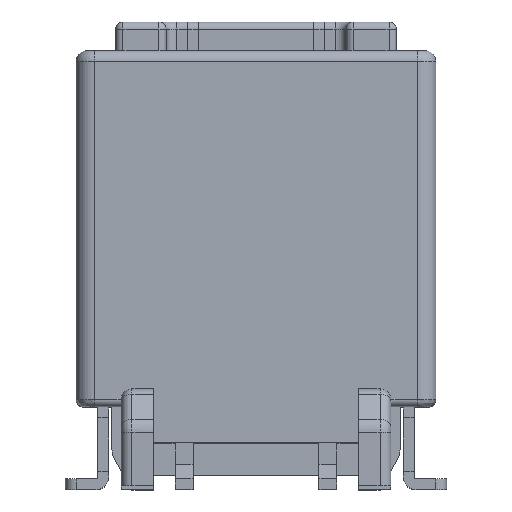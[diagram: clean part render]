
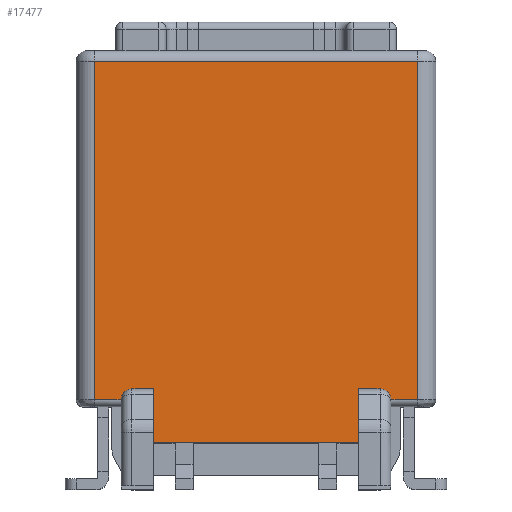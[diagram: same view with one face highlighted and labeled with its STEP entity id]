
A CAD part, top view. The second image highlights one B-rep face of the part: STEP entity #17477.
In plain terms, the highlighted planar face has unit normal (0, 0, 1).
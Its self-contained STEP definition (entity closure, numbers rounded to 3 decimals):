
#85 = LINE ( 'NONE', #13903, #9108 ) ;
#331 = VERTEX_POINT ( 'NONE', #9232 ) ;
#401 = ORIENTED_EDGE ( 'NONE', *, *, #22872, .T. ) ;
#536 = CARTESIAN_POINT ( 'NONE',  ( -3.45, 2.8, 2.7 ) ) ;
#844 = VECTOR ( 'NONE', #20923, 1000. ) ;
#881 = EDGE_CURVE ( 'NONE', #19254, #5523, #85, .T. ) ;
#970 = EDGE_CURVE ( 'NONE', #15815, #10767, #22985, .T. ) ;
#1535 = EDGE_CURVE ( 'NONE', #12343, #15815, #5359, .T. ) ;
#2052 = LINE ( 'NONE', #6345, #14740 ) ;
#2513 = VERTEX_POINT ( 'NONE', #16676 ) ;
#2634 = DIRECTION ( 'NONE',  ( 0., -1., 0. ) ) ;
#2810 = EDGE_LOOP ( 'NONE', ( #17683, #19269, #18937, #20204, #19402, #16130, #24894, #6771, #4954, #2933, #14372, #401 ) ) ;
#2933 = ORIENTED_EDGE ( 'NONE', *, *, #15266, .T. ) ;
#3174 = DIRECTION ( 'NONE',  ( 1., 0., 0. ) ) ;
#4608 = DIRECTION ( 'NONE',  ( 0., 0., -1. ) ) ;
#4954 = ORIENTED_EDGE ( 'NONE', *, *, #10606, .T. ) ;
#5296 = DIRECTION ( 'NONE',  ( 1., 0., 0. ) ) ;
#5359 = LINE ( 'NONE', #25612, #12160 ) ;
#5523 = VERTEX_POINT ( 'NONE', #19300 ) ;
#6049 = LINE ( 'NONE', #8185, #21392 ) ;
#6345 = CARTESIAN_POINT ( 'NONE',  ( 7.472, 1.3, 2.7 ) ) ;
#6771 = ORIENTED_EDGE ( 'NONE', *, *, #970, .T. ) ;
#7549 = CARTESIAN_POINT ( 'NONE',  ( -3.75, 2.5, 2.7 ) ) ;
#8185 = CARTESIAN_POINT ( 'NONE',  ( 2.85, 2.8, 2.7 ) ) ;
#8598 = CARTESIAN_POINT ( 'NONE',  ( 4.05, 2.8, 2.7 ) ) ;
#8949 = VECTOR ( 'NONE', #3174, 1000. ) ;
#9073 = LINE ( 'NONE', #10574, #8949 ) ;
#9108 = VECTOR ( 'NONE', #14306, 1000. ) ;
#9121 = VERTEX_POINT ( 'NONE', #24087 ) ;
#9195 = CARTESIAN_POINT ( 'NONE',  ( -2.85, 2.8, 2.7 ) ) ;
#9232 = CARTESIAN_POINT ( 'NONE',  ( -4.5, 2.5, 2.7 ) ) ;
#9541 = CIRCLE ( 'NONE', #10417, 0.3 ) ;
#10039 = DIRECTION ( 'NONE',  ( 0., 1., 0. ) ) ;
#10242 = CARTESIAN_POINT ( 'NONE',  ( 2.85, 1.3, 2.7 ) ) ;
#10417 = AXIS2_PLACEMENT_3D ( 'NONE', #16553, #4608, #12654 ) ;
#10574 = CARTESIAN_POINT ( 'NONE',  ( 4.05, 2.5, 2.7 ) ) ;
#10606 = EDGE_CURVE ( 'NONE', #10767, #331, #16597, .T. ) ;
#10702 = EDGE_CURVE ( 'NONE', #2513, #12343, #25165, .T. ) ;
#10767 = VERTEX_POINT ( 'NONE', #14145 ) ;
#10877 = VERTEX_POINT ( 'NONE', #10242 ) ;
#11184 = EDGE_CURVE ( 'NONE', #10877, #16238, #6049, .T. ) ;
#11405 = CARTESIAN_POINT ( 'NONE',  ( 4.5, 2.5, 2.7 ) ) ;
#11677 = DIRECTION ( 'NONE',  ( -1., 0., 0. ) ) ;
#12160 = VECTOR ( 'NONE', #19667, 1000. ) ;
#12343 = VERTEX_POINT ( 'NONE', #11405 ) ;
#12505 = LINE ( 'NONE', #8598, #844 ) ;
#12654 = DIRECTION ( 'NONE',  ( 0., 1., 0. ) ) ;
#13408 = AXIS2_PLACEMENT_3D ( 'NONE', #16226, #24538, #10039 ) ;
#13415 = DIRECTION ( 'NONE',  ( 0., 0., -1. ) ) ;
#13757 = CARTESIAN_POINT ( 'NONE',  ( 4.05, 2.8, 2.7 ) ) ;
#13903 = CARTESIAN_POINT ( 'NONE',  ( -2.85, 2.8, 2.7 ) ) ;
#14145 = CARTESIAN_POINT ( 'NONE',  ( -4.5, 11.9, 2.7 ) ) ;
#14175 = VECTOR ( 'NONE', #5296, 1000. ) ;
#14306 = DIRECTION ( 'NONE',  ( 0., -1., 0. ) ) ;
#14372 = ORIENTED_EDGE ( 'NONE', *, *, #19962, .T. ) ;
#14740 = VECTOR ( 'NONE', #20529, 1000. ) ;
#15266 = EDGE_CURVE ( 'NONE', #331, #17140, #9073, .T. ) ;
#15815 = VERTEX_POINT ( 'NONE', #22446 ) ;
#15837 = PLANE ( 'NONE',  #16763 ) ;
#15992 = CARTESIAN_POINT ( 'NONE',  ( 2.85, 2.8, 2.7 ) ) ;
#16130 = ORIENTED_EDGE ( 'NONE', *, *, #10702, .T. ) ;
#16226 = CARTESIAN_POINT ( 'NONE',  ( -3.45, 2.5, 2.7 ) ) ;
#16238 = VERTEX_POINT ( 'NONE', #15992 ) ;
#16403 = VECTOR ( 'NONE', #25833, 1000. ) ;
#16511 = VECTOR ( 'NONE', #2634, 1000. ) ;
#16553 = CARTESIAN_POINT ( 'NONE',  ( 3.45, 2.5, 2.7 ) ) ;
#16597 = LINE ( 'NONE', #24771, #16511 ) ;
#16676 = CARTESIAN_POINT ( 'NONE',  ( 3.75, 2.5, 2.7 ) ) ;
#16763 = AXIS2_PLACEMENT_3D ( 'NONE', #25757, #13415, #11677 ) ;
#17140 = VERTEX_POINT ( 'NONE', #7549 ) ;
#17477 = ADVANCED_FACE ( 'NONE', ( #23865 ), #15837, .F. ) ;
#17623 = VERTEX_POINT ( 'NONE', #536 ) ;
#17683 = ORIENTED_EDGE ( 'NONE', *, *, #881, .T. ) ;
#18937 = ORIENTED_EDGE ( 'NONE', *, *, #11184, .T. ) ;
#18956 = CARTESIAN_POINT ( 'NONE',  ( 4.05, 11.9, 2.7 ) ) ;
#19254 = VERTEX_POINT ( 'NONE', #9195 ) ;
#19265 = EDGE_CURVE ( 'NONE', #16238, #9121, #19628, .T. ) ;
#19269 = ORIENTED_EDGE ( 'NONE', *, *, #20400, .F. ) ;
#19300 = CARTESIAN_POINT ( 'NONE',  ( -2.85, 1.3, 2.7 ) ) ;
#19402 = ORIENTED_EDGE ( 'NONE', *, *, #19906, .T. ) ;
#19628 = LINE ( 'NONE', #13757, #16403 ) ;
#19667 = DIRECTION ( 'NONE',  ( 0., 1., 0. ) ) ;
#19906 = EDGE_CURVE ( 'NONE', #9121, #2513, #9541, .T. ) ;
#19962 = EDGE_CURVE ( 'NONE', #17140, #17623, #20683, .T. ) ;
#20204 = ORIENTED_EDGE ( 'NONE', *, *, #19265, .T. ) ;
#20400 = EDGE_CURVE ( 'NONE', #10877, #5523, #2052, .T. ) ;
#20529 = DIRECTION ( 'NONE',  ( -1., 0., 0. ) ) ;
#20683 = CIRCLE ( 'NONE', #13408, 0.3 ) ;
#20923 = DIRECTION ( 'NONE',  ( 1., 0., 0. ) ) ;
#21392 = VECTOR ( 'NONE', #26157, 1000. ) ;
#22446 = CARTESIAN_POINT ( 'NONE',  ( 4.5, 11.9, 2.7 ) ) ;
#22872 = EDGE_CURVE ( 'NONE', #17623, #19254, #12505, .T. ) ;
#22985 = LINE ( 'NONE', #18956, #26262 ) ;
#23649 = CARTESIAN_POINT ( 'NONE',  ( 4.05, 2.5, 2.7 ) ) ;
#23865 = FACE_OUTER_BOUND ( 'NONE', #2810, .T. ) ;
#24087 = CARTESIAN_POINT ( 'NONE',  ( 3.45, 2.8, 2.7 ) ) ;
#24538 = DIRECTION ( 'NONE',  ( 0., 0., -1. ) ) ;
#24771 = CARTESIAN_POINT ( 'NONE',  ( -4.5, 2.8, 2.7 ) ) ;
#24881 = DIRECTION ( 'NONE',  ( -1., 0., 0. ) ) ;
#24894 = ORIENTED_EDGE ( 'NONE', *, *, #1535, .T. ) ;
#25165 = LINE ( 'NONE', #23649, #14175 ) ;
#25612 = CARTESIAN_POINT ( 'NONE',  ( 4.5, 2.8, 2.7 ) ) ;
#25757 = CARTESIAN_POINT ( 'NONE',  ( 7.472, 2.8, 2.7 ) ) ;
#25833 = DIRECTION ( 'NONE',  ( 1., 0., 0. ) ) ;
#26157 = DIRECTION ( 'NONE',  ( 0., 1., 0. ) ) ;
#26262 = VECTOR ( 'NONE', #24881, 1000. ) ;
